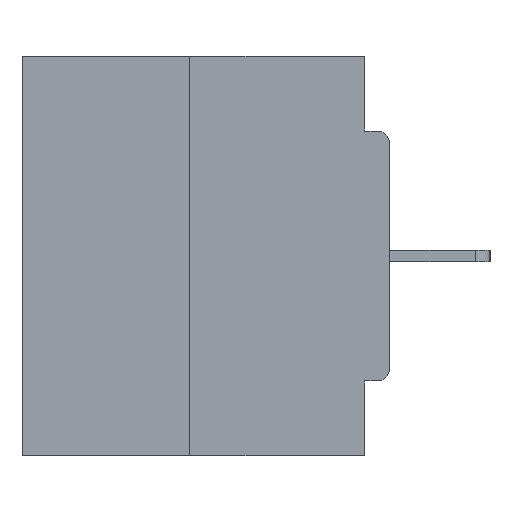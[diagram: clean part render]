
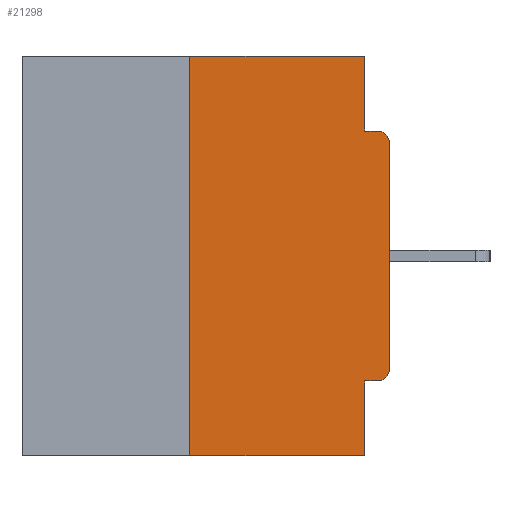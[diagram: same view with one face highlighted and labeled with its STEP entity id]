
A CAD part, left-side view. The second image highlights one B-rep face of the part: STEP entity #21298.
In plain terms, the highlighted planar face has unit normal (-1, 0, 0).
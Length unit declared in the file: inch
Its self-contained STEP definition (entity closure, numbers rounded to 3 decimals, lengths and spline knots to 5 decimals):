
#1529 = DIRECTION ( 'NONE',  ( 0., 0., -1. ) ) ;
#1931 = DIRECTION ( 'NONE',  ( 1., 0., 0. ) ) ;
#2817 = DIRECTION ( 'NONE',  ( -1., 0., 0. ) ) ;
#3656 = CARTESIAN_POINT ( 'NONE',  ( 0., 0., -0.0935 ) ) ;
#3832 = CARTESIAN_POINT ( 'NONE',  ( 0., 0.031, 0. ) ) ;
#4876 = ORIENTED_EDGE ( 'NONE', *, *, #28410, .F. ) ;
#5662 = ORIENTED_EDGE ( 'NONE', *, *, #11031, .T. ) ;
#5960 = CARTESIAN_POINT ( 'NONE',  ( 0., 0.031, -0.0935 ) ) ;
#6583 = AXIS2_PLACEMENT_3D ( 'NONE', #21683, #2817, #24783 ) ;
#6896 = DIRECTION ( 'NONE',  ( 0., -1., 0. ) ) ;
#7296 = CARTESIAN_POINT ( 'NONE',  ( 0., 0.46, -0.5 ) ) ;
#10554 = DIRECTION ( 'NONE',  ( 0., -1., 0. ) ) ;
#10961 = VECTOR ( 'NONE', #1529, 39.37008 ) ;
#11031 = EDGE_CURVE ( 'NONE', #26620, #40017, #15090, .T. ) ;
#12441 = LINE ( 'NONE', #3656, #27826 ) ;
#12630 = CARTESIAN_POINT ( 'NONE',  ( 0., 0.015, -0.3915 ) ) ;
#13417 = VECTOR ( 'NONE', #24825, 39.37008 ) ;
#13514 = CARTESIAN_POINT ( 'NONE',  ( 0., 0.015, -0.0935 ) ) ;
#13619 = LINE ( 'NONE', #29626, #37080 ) ;
#13901 = ORIENTED_EDGE ( 'NONE', *, *, #35841, .F. ) ;
#14358 = ORIENTED_EDGE ( 'NONE', *, *, #31544, .F. ) ;
#14754 = CARTESIAN_POINT ( 'NONE',  ( 0., 0.031, 0. ) ) ;
#14868 = ORIENTED_EDGE ( 'NONE', *, *, #30727, .F. ) ;
#15088 = VERTEX_POINT ( 'NONE', #33248 ) ;
#15090 = CIRCLE ( 'NONE', #26994, 0.015 ) ;
#15655 = LINE ( 'NONE', #30936, #38131 ) ;
#15760 = DIRECTION ( 'NONE',  ( 0., 0., -1. ) ) ;
#17740 = CARTESIAN_POINT ( 'NONE',  ( 0., 0.46, 0. ) ) ;
#18352 = VERTEX_POINT ( 'NONE', #5960 ) ;
#18381 = EDGE_CURVE ( 'NONE', #26620, #35411, #37834, .T. ) ;
#18795 = DIRECTION ( 'NONE',  ( 0., 0., 1. ) ) ;
#18969 = CARTESIAN_POINT ( 'NONE',  ( 0., 0., -0.3915 ) ) ;
#19412 = LINE ( 'NONE', #7296, #34739 ) ;
#19947 = ORIENTED_EDGE ( 'NONE', *, *, #31384, .T. ) ;
#21298 = ADVANCED_FACE ( 'NONE', ( #34470 ), #36047, .F. ) ;
#21683 = CARTESIAN_POINT ( 'NONE',  ( 0., 0.015, -0.1085 ) ) ;
#21725 = CARTESIAN_POINT ( 'NONE',  ( 0., 0., -0.4065 ) ) ;
#21895 = LINE ( 'NONE', #3832, #36214 ) ;
#22023 = CARTESIAN_POINT ( 'NONE',  ( 0., 0.015, -0.4065 ) ) ;
#23551 = CARTESIAN_POINT ( 'NONE',  ( 0., 0.031, -0.5 ) ) ;
#23670 = EDGE_LOOP ( 'NONE', ( #13901, #14358, #19947, #35749, #37094, #5662, #36103, #31546, #4876, #14868 ) ) ;
#23723 = VERTEX_POINT ( 'NONE', #14754 ) ;
#23929 = DIRECTION ( 'NONE',  ( 0., 0., -1. ) ) ;
#24783 = DIRECTION ( 'NONE',  ( 0., 0., -1. ) ) ;
#24825 = DIRECTION ( 'NONE',  ( 0., 1., 0. ) ) ;
#26417 = CIRCLE ( 'NONE', #6583, 0.015 ) ;
#26620 = VERTEX_POINT ( 'NONE', #22023 ) ;
#26994 = AXIS2_PLACEMENT_3D ( 'NONE', #12630, #34091, #15760 ) ;
#27344 = LINE ( 'NONE', #23551, #10961 ) ;
#27695 = VECTOR ( 'NONE', #34340, 39.37008 ) ;
#27826 = VECTOR ( 'NONE', #6896, 39.37008 ) ;
#28232 = EDGE_CURVE ( 'NONE', #33183, #32037, #26417, .T. ) ;
#28410 = EDGE_CURVE ( 'NONE', #18352, #32037, #12441, .T. ) ;
#28631 = EDGE_CURVE ( 'NONE', #35411, #40176, #27344, .T. ) ;
#28981 = CARTESIAN_POINT ( 'NONE',  ( 0., 0.031, -0.5 ) ) ;
#29626 = CARTESIAN_POINT ( 'NONE',  ( 0., 0.25, 0. ) ) ;
#30277 = AXIS2_PLACEMENT_3D ( 'NONE', #17740, #1931, #23929 ) ;
#30727 = EDGE_CURVE ( 'NONE', #23723, #18352, #21895, .T. ) ;
#30936 = CARTESIAN_POINT ( 'NONE',  ( 0., 0., 0. ) ) ;
#31384 = EDGE_CURVE ( 'NONE', #32182, #40176, #19412, .T. ) ;
#31544 = EDGE_CURVE ( 'NONE', #32182, #15088, #13619, .T. ) ;
#31546 = ORIENTED_EDGE ( 'NONE', *, *, #28232, .T. ) ;
#32037 = VERTEX_POINT ( 'NONE', #13514 ) ;
#32182 = VERTEX_POINT ( 'NONE', #35608 ) ;
#32702 = DIRECTION ( 'NONE',  ( 0., 0., 1. ) ) ;
#33183 = VERTEX_POINT ( 'NONE', #38176 ) ;
#33248 = CARTESIAN_POINT ( 'NONE',  ( 0., 0.25, 0. ) ) ;
#34091 = DIRECTION ( 'NONE',  ( -1., 0., 0. ) ) ;
#34340 = DIRECTION ( 'NONE',  ( 0., -1., 0. ) ) ;
#34470 = FACE_OUTER_BOUND ( 'NONE', #23670, .T. ) ;
#34739 = VECTOR ( 'NONE', #10554, 39.37008 ) ;
#35411 = VERTEX_POINT ( 'NONE', #37217 ) ;
#35608 = CARTESIAN_POINT ( 'NONE',  ( 0., 0.25, -0.5 ) ) ;
#35749 = ORIENTED_EDGE ( 'NONE', *, *, #28631, .F. ) ;
#35841 = EDGE_CURVE ( 'NONE', #15088, #23723, #36740, .T. ) ;
#36047 = PLANE ( 'NONE',  #30277 ) ;
#36103 = ORIENTED_EDGE ( 'NONE', *, *, #36401, .T. ) ;
#36214 = VECTOR ( 'NONE', #37825, 39.37008 ) ;
#36251 = CARTESIAN_POINT ( 'NONE',  ( 0., 0.46, 0. ) ) ;
#36401 = EDGE_CURVE ( 'NONE', #40017, #33183, #15655, .T. ) ;
#36740 = LINE ( 'NONE', #36251, #27695 ) ;
#37080 = VECTOR ( 'NONE', #32702, 39.37008 ) ;
#37094 = ORIENTED_EDGE ( 'NONE', *, *, #18381, .F. ) ;
#37217 = CARTESIAN_POINT ( 'NONE',  ( 0., 0.031, -0.4065 ) ) ;
#37825 = DIRECTION ( 'NONE',  ( 0., 0., -1. ) ) ;
#37834 = LINE ( 'NONE', #21725, #13417 ) ;
#38131 = VECTOR ( 'NONE', #18795, 39.37008 ) ;
#38176 = CARTESIAN_POINT ( 'NONE',  ( 0., 0., -0.1085 ) ) ;
#40017 = VERTEX_POINT ( 'NONE', #18969 ) ;
#40176 = VERTEX_POINT ( 'NONE', #28981 ) ;
